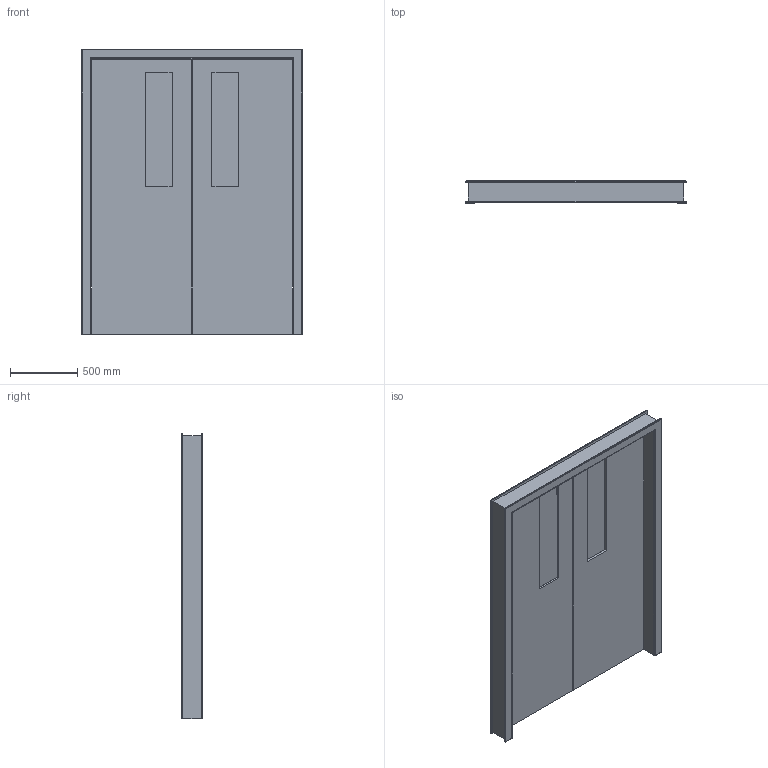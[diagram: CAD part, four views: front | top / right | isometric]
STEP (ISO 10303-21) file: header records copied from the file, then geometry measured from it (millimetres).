
FILE_DESCRIPTION(('FreeCAD Model'),'2;1');
FILE_NAME('Double doors with windows and trims.step','2016-10-04T13:55:43',('Author'),(''), 'Open CASCADE STEP processor 6.8','FreeCAD','Unknown');
FILE_SCHEMA(('AUTOMOTIVE_DESIGN_CC2 { 1 2 10303 214 -1 1 5 4 }'));
Length unit declared in the file: millimetre
Products named in the file (5): ASSEMBLY; Double_doors_with_windows; Final_trim; Final_trim_(Mirror_#3); Trim
Assembly tree (4 placements, depth 2):
  ASSEMBLY
    Double_doors_with_windows
    Final_trim
    Final_trim_(Mirror_#3)
    Trim
Bounding box: 1640 x 160 x 2120 mm (x, y, z)
Volume: 160766818.2 mm3; surface area: 11578884.5 mm2
Topology: 8 solids, 8 shells, 84 faces, 196 edges, 128 vertices
Faces by surface type: plane 72, cylinder 12
Entity records: 5739 total; most frequent: CARTESIAN_POINT 1297, DIRECTION 754, LINE 548, VECTOR 548, ORIENTED_EDGE 392, PCURVE 392, DEFINITIONAL_REPRESENTATION 392, EDGE_CURVE 196
